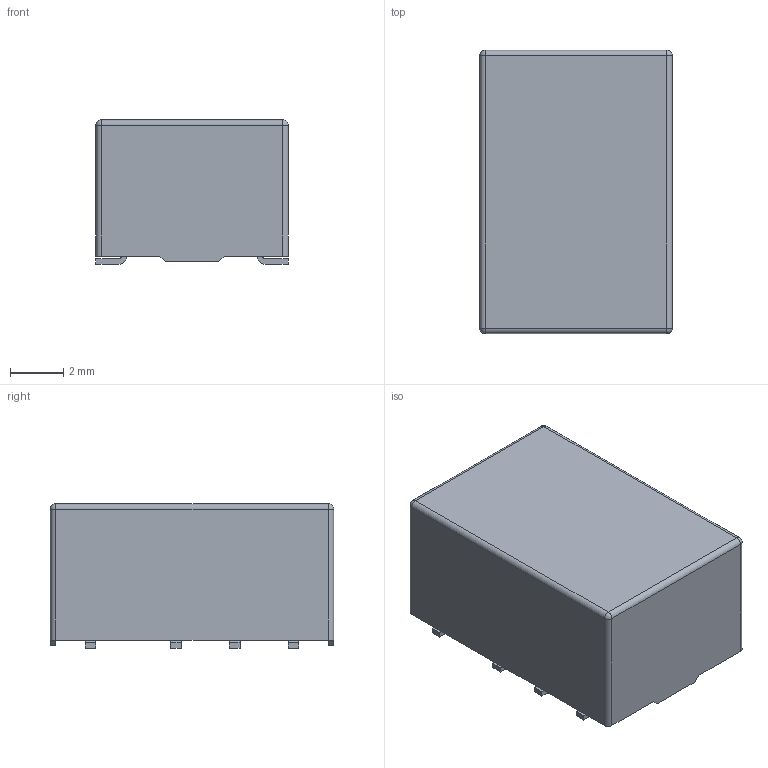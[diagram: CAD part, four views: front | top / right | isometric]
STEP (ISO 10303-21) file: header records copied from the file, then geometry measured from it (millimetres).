
FILE_DESCRIPTION(/* description */ (''),/* implementation_level */ '2;1');
FILE_NAME(/* name */ 'AGQ210S4H.step',/* time_stamp */ '2020-01-19T11:24:38-05:00',/* author */ (''),/* organization */ (''),/* preprocessor_version */ 'ST-DEVELOPER v18',/* originating_system */ 'Autodesk Translation Framework v8.12.0.6',/* authorisation */ '');
FILE_SCHEMA (('AUTOMOTIVE_DESIGN { 1 0 10303 214 3 1 1 }'));
Length unit declared in the file: millimetre
Products named in the file (1): AGQ210S4H
Bounding box: 7.2 x 10.6 x 5.4 mm (x, y, z)
Volume: 389.7 mm3; surface area: 342.4 mm2
Topology: 1 solids, 1 shells, 82 faces, 208 edges, 132 vertices
Faces by surface type: plane 54, cylinder 24, sphere 4
Entity records: 2523 total; most frequent: CARTESIAN_POINT 419, DIRECTION 418, ORIENTED_EDGE 408, EDGE_CURVE 204, LINE 156, VECTOR 156, VERTEX_POINT 132, AXIS2_PLACEMENT_3D 131
